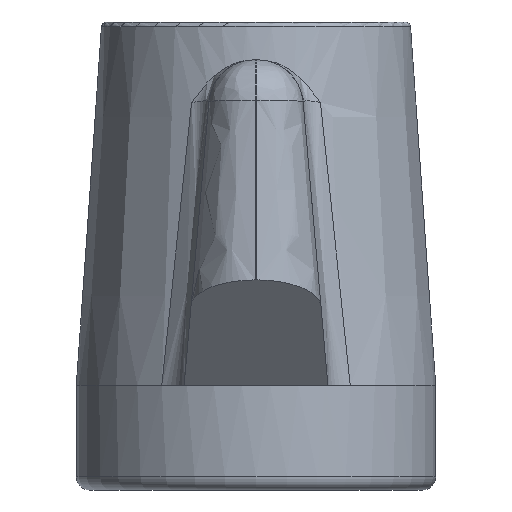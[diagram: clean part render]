
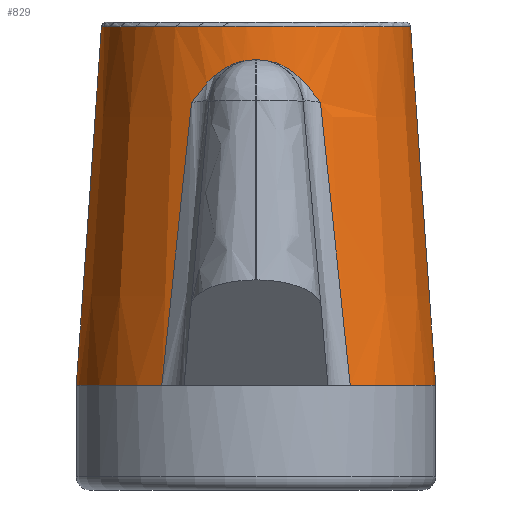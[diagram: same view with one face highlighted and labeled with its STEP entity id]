
A CAD part, front view. The second image highlights one B-rep face of the part: STEP entity #829.
In plain terms, the highlighted conical face has half-angle 4.012 degrees and reference radius 6.875 mm.
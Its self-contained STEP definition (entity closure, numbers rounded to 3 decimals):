
#110=B_SPLINE_CURVE_WITH_KNOTS('',3,(#1772,#1773,#1774,#1775),
 .UNSPECIFIED.,.F.,.F.,(4,4),(0.,1.),.UNSPECIFIED.);
#111=B_SPLINE_CURVE_WITH_KNOTS('',3,(#1777,#1778,#1779,#1780,#1781,#1782,
#1783,#1784,#1785,#1786),.UNSPECIFIED.,.F.,.F.,(4,1,1,1,1,1,1,4),(0.,0.25,
0.375,0.5,0.625,0.75,0.875,1.),.UNSPECIFIED.);
#112=B_SPLINE_CURVE_WITH_KNOTS('',3,(#1787,#1788,#1789,#1790,#1791,#1792,
#1793,#1794,#1795),.UNSPECIFIED.,.F.,.F.,(4,1,1,1,1,1,4),(0.,0.25,0.375,
0.5,0.625,0.75,1.),.UNSPECIFIED.);
#113=B_SPLINE_CURVE_WITH_KNOTS('',3,(#1797,#1798,#1799,#1800,#1801,#1802,
#1803,#1804,#1805,#1806),.UNSPECIFIED.,.F.,.F.,(4,1,1,1,1,1,1,4),(0.,0.25,
0.375,0.5,0.563,0.625,0.75,1.),.UNSPECIFIED.);
#114=B_SPLINE_CURVE_WITH_KNOTS('',3,(#1808,#1809,#1810,#1811),
 .UNSPECIFIED.,.F.,.F.,(4,4),(0.,1.),.UNSPECIFIED.);
#115=B_SPLINE_CURVE_WITH_KNOTS('',3,(#1813,#1814,#1815,#1816,#1817,#1818,
#1819,#1820,#1821,#1822),.UNSPECIFIED.,.F.,.F.,(4,1,1,1,1,1,1,4),(0.,0.25,
0.375,0.5,0.625,0.75,0.875,1.),.UNSPECIFIED.);
#116=B_SPLINE_CURVE_WITH_KNOTS('',3,(#1826,#1827,#1828,#1829,#1830,#1831,
#1832,#1833,#1834),.UNSPECIFIED.,.F.,.F.,(4,1,1,1,1,1,4),(0.,0.25,0.375,
0.5,0.625,0.75,1.),.UNSPECIFIED.);
#117=B_SPLINE_CURVE_WITH_KNOTS('',3,(#1836,#1837,#1838,#1839,#1840,#1841,
#1842,#1843,#1844,#1845),.UNSPECIFIED.,.F.,.F.,(4,1,1,1,1,1,1,4),(0.,0.25,
0.375,0.5,0.563,0.625,0.75,1.),.UNSPECIFIED.);
#171=CONICAL_SURFACE('',#1285,6.875,0.07);
#244=ORIENTED_EDGE('',*,*,#446,.T.);
#245=ORIENTED_EDGE('',*,*,#447,.T.);
#246=ORIENTED_EDGE('',*,*,#448,.T.);
#247=ORIENTED_EDGE('',*,*,#424,.F.);
#248=ORIENTED_EDGE('',*,*,#449,.T.);
#249=ORIENTED_EDGE('',*,*,#450,.T.);
#250=ORIENTED_EDGE('',*,*,#451,.T.);
#251=ORIENTED_EDGE('',*,*,#452,.T.);
#252=ORIENTED_EDGE('',*,*,#453,.T.);
#253=ORIENTED_EDGE('',*,*,#454,.F.);
#254=ORIENTED_EDGE('',*,*,#455,.T.);
#255=ORIENTED_EDGE('',*,*,#456,.T.);
#256=ORIENTED_EDGE('',*,*,#457,.F.);
#424=EDGE_CURVE('',#532,#533,#594,.T.);
#446=EDGE_CURVE('',#546,#521,#596,.T.);
#447=EDGE_CURVE('',#521,#552,#110,.T.);
#448=EDGE_CURVE('',#552,#533,#111,.T.);
#449=EDGE_CURVE('',#532,#553,#112,.T.);
#450=EDGE_CURVE('',#553,#522,#113,.T.);
#451=EDGE_CURVE('',#522,#545,#597,.T.);
#452=EDGE_CURVE('',#545,#554,#114,.T.);
#453=EDGE_CURVE('',#554,#555,#115,.T.);
#454=EDGE_CURVE('',#556,#555,#598,.T.);
#455=EDGE_CURVE('',#556,#557,#116,.T.);
#456=EDGE_CURVE('',#557,#546,#117,.T.);
#457=EDGE_CURVE('',#558,#558,#599,.T.);
#521=VERTEX_POINT('',#1593);
#522=VERTEX_POINT('',#1595);
#532=VERTEX_POINT('',#1649);
#533=VERTEX_POINT('',#1650);
#545=VERTEX_POINT('',#1743);
#546=VERTEX_POINT('',#1745);
#552=VERTEX_POINT('',#1776);
#553=VERTEX_POINT('',#1796);
#554=VERTEX_POINT('',#1812);
#555=VERTEX_POINT('',#1823);
#556=VERTEX_POINT('',#1825);
#557=VERTEX_POINT('',#1835);
#558=VERTEX_POINT('',#1847);
#594=CIRCLE('',#1280,6.002);
#596=CIRCLE('',#1286,6.875);
#597=CIRCLE('',#1287,6.875);
#598=CIRCLE('',#1288,6.002);
#599=CIRCLE('',#1289,5.913);
#649=EDGE_LOOP('',(#244,#245,#246,#247,#248,#249,#250,#251,#252,#253,#254,
#255));
#650=EDGE_LOOP('',(#256));
#735=FACE_BOUND('',#649,.T.);
#736=FACE_BOUND('',#650,.T.);
#829=ADVANCED_FACE('',(#735,#736),#171,.T.);
#1280=AXIS2_PLACEMENT_3D('',#1648,#1405,#1406);
#1285=AXIS2_PLACEMENT_3D('',#1770,#1425,#1426);
#1286=AXIS2_PLACEMENT_3D('',#1771,#1427,#1428);
#1287=AXIS2_PLACEMENT_3D('',#1807,#1429,#1430);
#1288=AXIS2_PLACEMENT_3D('',#1824,#1431,#1432);
#1289=AXIS2_PLACEMENT_3D('',#1846,#1433,#1434);
#1405=DIRECTION('',(0.,0.,-1.));
#1406=DIRECTION('',(-1.,0.,0.));
#1425=DIRECTION('',(0.,0.,-1.));
#1426=DIRECTION('',(-1.,0.,0.));
#1427=DIRECTION('',(0.,0.,1.));
#1428=DIRECTION('',(1.,0.,0.));
#1429=DIRECTION('',(0.,0.,1.));
#1430=DIRECTION('',(1.,0.,0.));
#1431=DIRECTION('',(0.,0.,-1.));
#1432=DIRECTION('',(-1.,0.,0.));
#1433=DIRECTION('',(0.,0.,1.));
#1434=DIRECTION('',(1.,0.,0.));
#1593=CARTESIAN_POINT('',(3.604,5.854,4.));
#1595=CARTESIAN_POINT('',(-3.604,5.854,4.));
#1648=CARTESIAN_POINT('',(0.,0.,16.45));
#1649=CARTESIAN_POINT('',(-0.122,6.001,16.45));
#1650=CARTESIAN_POINT('',(0.122,6.001,16.45));
#1743=CARTESIAN_POINT('',(-3.604,-5.854,4.));
#1745=CARTESIAN_POINT('',(3.604,-5.854,4.));
#1770=CARTESIAN_POINT('',(0.,0.,4.));
#1771=CARTESIAN_POINT('',(0.,0.,4.));
#1772=CARTESIAN_POINT('',(3.604,5.854,4.));
#1773=CARTESIAN_POINT('',(3.218,5.776,7.842));
#1774=CARTESIAN_POINT('',(2.838,5.692,11.449));
#1775=CARTESIAN_POINT('',(2.465,5.597,14.823));
#1776=CARTESIAN_POINT('',(2.465,5.597,14.823));
#1777=CARTESIAN_POINT('',(2.465,5.597,14.823));
#1778=CARTESIAN_POINT('',(2.302,5.65,15.064));
#1779=CARTESIAN_POINT('',(2.061,5.721,15.381));
#1780=CARTESIAN_POINT('',(1.727,5.802,15.728));
#1781=CARTESIAN_POINT('',(1.514,5.849,15.92));
#1782=CARTESIAN_POINT('',(1.166,5.911,16.164));
#1783=CARTESIAN_POINT('',(0.867,5.952,16.311));
#1784=CARTESIAN_POINT('',(0.482,5.987,16.428));
#1785=CARTESIAN_POINT('',(0.276,5.998,16.445));
#1786=CARTESIAN_POINT('',(0.122,6.001,16.45));
#1787=CARTESIAN_POINT('',(-0.122,6.001,16.45));
#1788=CARTESIAN_POINT('',(-0.378,5.996,16.445));
#1789=CARTESIAN_POINT('',(-0.756,5.967,16.365));
#1790=CARTESIAN_POINT('',(-1.171,5.91,16.161));
#1791=CARTESIAN_POINT('',(-1.512,5.849,15.921));
#1792=CARTESIAN_POINT('',(-1.728,5.802,15.727));
#1793=CARTESIAN_POINT('',(-2.061,5.721,15.381));
#1794=CARTESIAN_POINT('',(-2.302,5.651,15.064));
#1795=CARTESIAN_POINT('',(-2.465,5.597,14.823));
#1796=CARTESIAN_POINT('',(-2.465,5.597,14.823));
#1797=CARTESIAN_POINT('',(-2.465,5.597,14.823));
#1798=CARTESIAN_POINT('',(-2.564,5.622,13.937));
#1799=CARTESIAN_POINT('',(-2.71,5.657,12.599));
#1800=CARTESIAN_POINT('',(-2.905,5.702,10.789));
#1801=CARTESIAN_POINT('',(-3.024,5.729,9.662));
#1802=CARTESIAN_POINT('',(-3.122,5.751,8.725));
#1803=CARTESIAN_POINT('',(-3.208,5.77,7.896));
#1804=CARTESIAN_POINT('',(-3.366,5.804,6.367));
#1805=CARTESIAN_POINT('',(-3.507,5.834,4.973));
#1806=CARTESIAN_POINT('',(-3.604,5.854,4.));
#1807=CARTESIAN_POINT('',(0.,0.,4.));
#1808=CARTESIAN_POINT('',(-3.604,-5.854,4.));
#1809=CARTESIAN_POINT('',(-3.218,-5.776,7.842));
#1810=CARTESIAN_POINT('',(-2.838,-5.692,11.449));
#1811=CARTESIAN_POINT('',(-2.465,-5.597,14.823));
#1812=CARTESIAN_POINT('',(-2.465,-5.597,14.823));
#1813=CARTESIAN_POINT('',(-2.465,-5.597,14.823));
#1814=CARTESIAN_POINT('',(-2.302,-5.65,15.064));
#1815=CARTESIAN_POINT('',(-2.061,-5.721,15.381));
#1816=CARTESIAN_POINT('',(-1.727,-5.802,15.728));
#1817=CARTESIAN_POINT('',(-1.514,-5.849,15.92));
#1818=CARTESIAN_POINT('',(-1.166,-5.911,16.164));
#1819=CARTESIAN_POINT('',(-0.867,-5.952,16.311));
#1820=CARTESIAN_POINT('',(-0.482,-5.987,16.428));
#1821=CARTESIAN_POINT('',(-0.276,-5.998,16.445));
#1822=CARTESIAN_POINT('',(-0.122,-6.001,16.45));
#1823=CARTESIAN_POINT('',(-0.122,-6.001,16.45));
#1824=CARTESIAN_POINT('',(0.,0.,16.45));
#1825=CARTESIAN_POINT('',(0.122,-6.001,16.45));
#1826=CARTESIAN_POINT('',(0.122,-6.001,16.45));
#1827=CARTESIAN_POINT('',(0.378,-5.996,16.445));
#1828=CARTESIAN_POINT('',(0.756,-5.967,16.365));
#1829=CARTESIAN_POINT('',(1.171,-5.91,16.161));
#1830=CARTESIAN_POINT('',(1.512,-5.849,15.921));
#1831=CARTESIAN_POINT('',(1.728,-5.802,15.727));
#1832=CARTESIAN_POINT('',(2.061,-5.721,15.381));
#1833=CARTESIAN_POINT('',(2.302,-5.651,15.064));
#1834=CARTESIAN_POINT('',(2.465,-5.597,14.823));
#1835=CARTESIAN_POINT('',(2.465,-5.597,14.823));
#1836=CARTESIAN_POINT('',(2.465,-5.597,14.823));
#1837=CARTESIAN_POINT('',(2.564,-5.622,13.937));
#1838=CARTESIAN_POINT('',(2.71,-5.657,12.599));
#1839=CARTESIAN_POINT('',(2.905,-5.702,10.789));
#1840=CARTESIAN_POINT('',(3.024,-5.729,9.662));
#1841=CARTESIAN_POINT('',(3.122,-5.751,8.725));
#1842=CARTESIAN_POINT('',(3.208,-5.77,7.896));
#1843=CARTESIAN_POINT('',(3.366,-5.804,6.367));
#1844=CARTESIAN_POINT('',(3.507,-5.834,4.973));
#1845=CARTESIAN_POINT('',(3.604,-5.854,4.));
#1846=CARTESIAN_POINT('',(0.,0.,17.716));
#1847=CARTESIAN_POINT('',(5.913,0.,17.716));
